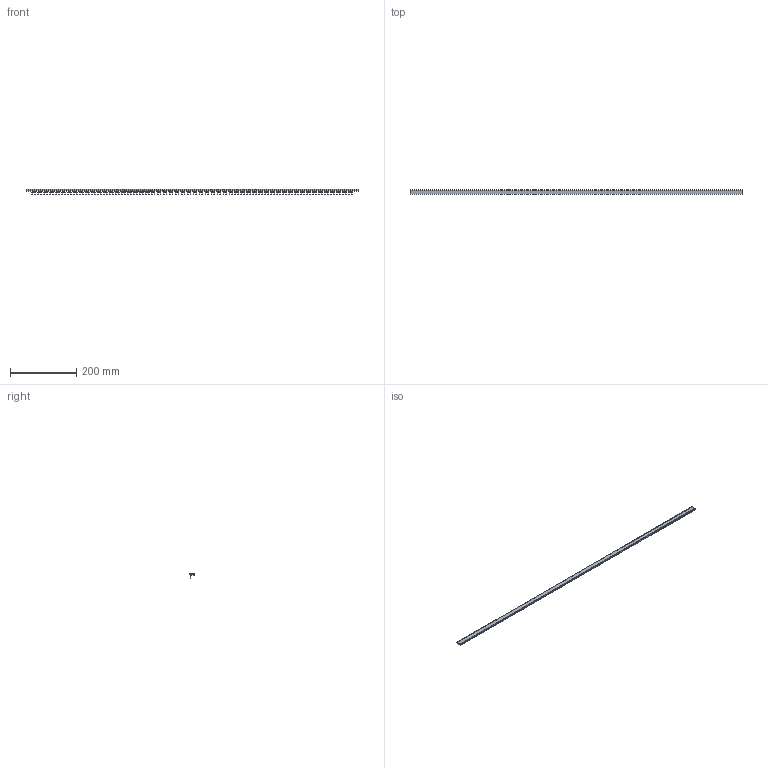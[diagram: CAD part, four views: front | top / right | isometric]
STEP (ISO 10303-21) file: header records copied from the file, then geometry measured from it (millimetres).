
FILE_DESCRIPTION((''),'2;1');
FILE_NAME('B-1P_ASM','2024-06-15T',('dell'),(''),'PRO/ENGINEER BY PARAMETRIC TECHNOLOGY CORPORATION, 2013230','PRO/ENGINEER BY PARAMETRIC TECHNOLOGY CORPORATION, 2013230','');
FILE_SCHEMA(('AUTOMOTIVE_DESIGN { 1 0 10303 214 1 1 1 1 }'));
Length unit declared in the file: millimetre
Products named in the file (1): B-1P_ASM
Bounding box: 1000 x 15.03 x 16.5 mm (x, y, z)
Volume: 66541.4 mm3; surface area: 76499.4 mm2
Topology: 1 solids, 1 shells, 1228 faces, 3360 edges, 2134 vertices
Faces by surface type: plane 710, cylinder 518
Entity records: 38827 total; most frequent: DIRECTION 6960, CARTESIAN_POINT 6724, ORIENTED_EDGE 6720, EDGE_CURVE 3360, AXIS2_PLACEMENT_3D 2372, VECTOR 2216, LINE 2216, VERTEX_POINT 2134
